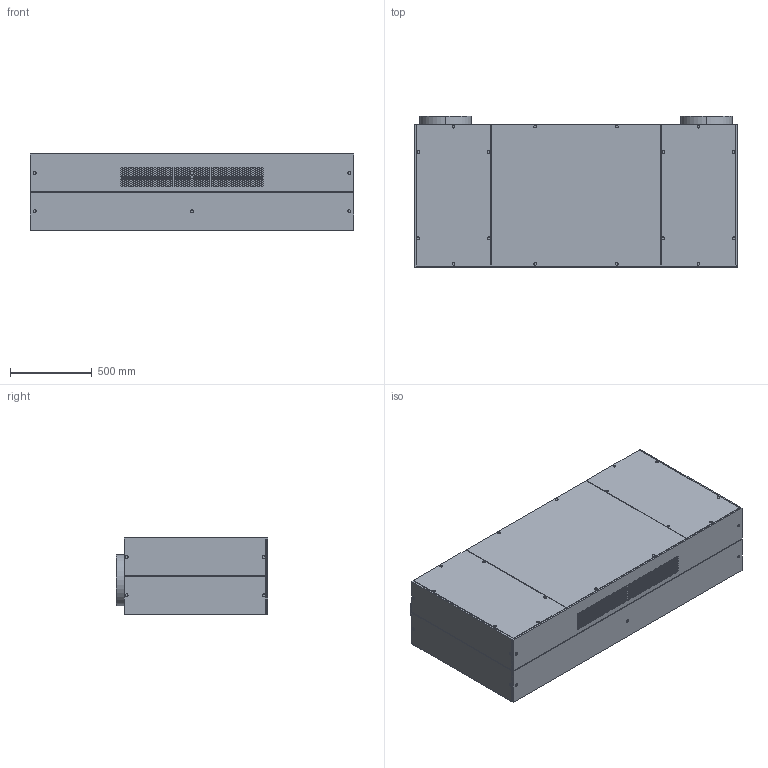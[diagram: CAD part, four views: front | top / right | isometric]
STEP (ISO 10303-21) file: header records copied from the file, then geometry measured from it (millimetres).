
FILE_DESCRIPTION(('Creo Elements/Direct Modeling STEP Export'),'2;1');
FILE_NAME('X900HW-SU.stp','2019-05-28T15:05:17',(''),(''),'PTC Creo Elements/Direct Modeling STEP processor for AP214 (Solid Model)','PTC Creo Elements/Direct Modeling 19.0C 15-Aug-2015 (C) Parametric Technology GmbH','');
FILE_SCHEMA(('AUTOMOTIVE_DESIGN { 1 0 10303 214 1 1 1 1 }'));
Products named in the file (2): X900HW-SU
Assembly tree (1 placements, depth 2):
  X900HW-SU
    X900HW-SU
Bounding box: 1984 x 931 x 472.5 mm (x, y, z)
Volume: 824732186.6 mm3; surface area: 6480646.3 mm2
Topology: 1 solids, 1 shells, 7064 faces, 18035 edges, 12022 vertices
Faces by surface type: plane 6975, cylinder 89
Entity records: 208552 total; most frequent: CARTESIAN_POINT 37002, ORIENTED_EDGE 36070, DIRECTION 32130, EDGE_CURVE 18035, VECTOR 17830, LINE 17830, VERTEX_POINT 12022, EDGE_LOOP 8113
